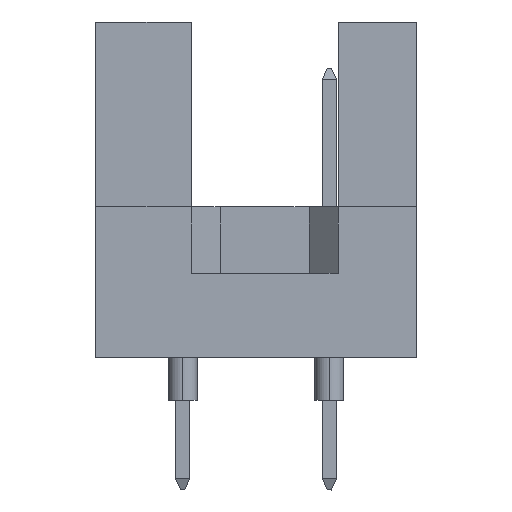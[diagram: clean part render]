
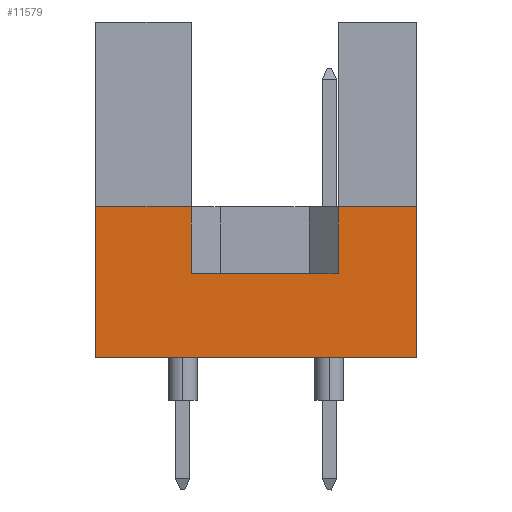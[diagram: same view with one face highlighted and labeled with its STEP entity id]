
A CAD part, left-side view. The second image highlights one B-rep face of the part: STEP entity #11579.
In plain terms, the highlighted planar face has unit normal (-1, 0, 0).
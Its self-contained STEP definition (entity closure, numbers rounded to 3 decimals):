
#169 = CARTESIAN_POINT ( 'NONE',  ( -47.5, 11.1, 5.2 ) ) ;
#248 = CARTESIAN_POINT ( 'NONE',  ( -47.5, 11.1, 0. ) ) ;
#317 = DIRECTION ( 'NONE',  ( 0., -1., 0. ) ) ;
#362 = CARTESIAN_POINT ( 'NONE',  ( -47.5, 11.1, 0. ) ) ;
#566 = ORIENTED_EDGE ( 'NONE', *, *, #14367, .T. ) ;
#875 = DIRECTION ( 'NONE',  ( 0., -1., 0. ) ) ;
#910 = ORIENTED_EDGE ( 'NONE', *, *, #17515, .T. ) ;
#1163 = EDGE_LOOP ( 'NONE', ( #4155, #910, #4469, #10166, #566, #12310, #5049, #12466 ) ) ;
#1334 = LINE ( 'NONE', #2663, #12034 ) ;
#1430 = LINE ( 'NONE', #12561, #7185 ) ;
#1533 = DIRECTION ( 'NONE',  ( 1., 0., 0. ) ) ;
#1574 = CARTESIAN_POINT ( 'NONE',  ( -47.5, 11.1, 5.2 ) ) ;
#1639 = EDGE_CURVE ( 'NONE', #3367, #9148, #1430, .T. ) ;
#2034 = EDGE_CURVE ( 'NONE', #6924, #13145, #3743, .T. ) ;
#2119 = CARTESIAN_POINT ( 'NONE',  ( -47.5, 11.1, 5.2 ) ) ;
#2335 = CARTESIAN_POINT ( 'NONE',  ( -47.5, 11.1, 0. ) ) ;
#2663 = CARTESIAN_POINT ( 'NONE',  ( -47.5, 7.79, 2.9 ) ) ;
#3367 = VERTEX_POINT ( 'NONE', #15566 ) ;
#3456 = LINE ( 'NONE', #2119, #10120 ) ;
#3648 = CARTESIAN_POINT ( 'NONE',  ( -47.5, 2.71, 5.2 ) ) ;
#3743 = LINE ( 'NONE', #248, #15731 ) ;
#4155 = ORIENTED_EDGE ( 'NONE', *, *, #15043, .F. ) ;
#4469 = ORIENTED_EDGE ( 'NONE', *, *, #9484, .F. ) ;
#5049 = ORIENTED_EDGE ( 'NONE', *, *, #6380, .F. ) ;
#5934 = CARTESIAN_POINT ( 'NONE',  ( -47.5, 7.79, 5.2 ) ) ;
#6380 = EDGE_CURVE ( 'NONE', #9148, #8647, #3456, .T. ) ;
#6653 = VECTOR ( 'NONE', #12128, 1000. ) ;
#6757 = AXIS2_PLACEMENT_3D ( 'NONE', #362, #1533, #12761 ) ;
#6851 = CARTESIAN_POINT ( 'NONE',  ( -47.5, 7.79, 2.9 ) ) ;
#6924 = VERTEX_POINT ( 'NONE', #2335 ) ;
#7185 = VECTOR ( 'NONE', #11140, 1000. ) ;
#7417 = VERTEX_POINT ( 'NONE', #5934 ) ;
#8346 = LINE ( 'NONE', #1574, #16747 ) ;
#8451 = VERTEX_POINT ( 'NONE', #12663 ) ;
#8647 = VERTEX_POINT ( 'NONE', #13295 ) ;
#9148 = VERTEX_POINT ( 'NONE', #3648 ) ;
#9484 = EDGE_CURVE ( 'NONE', #13145, #7417, #8346, .T. ) ;
#9505 = DIRECTION ( 'NONE',  ( 0., 0., 1. ) ) ;
#10120 = VECTOR ( 'NONE', #875, 1000. ) ;
#10166 = ORIENTED_EDGE ( 'NONE', *, *, #2034, .F. ) ;
#10953 = DIRECTION ( 'NONE',  ( 0., 0., 1. ) ) ;
#10961 = DIRECTION ( 'NONE',  ( 0., 0., 1. ) ) ;
#11140 = DIRECTION ( 'NONE',  ( 0., 0., 1. ) ) ;
#11540 = VERTEX_POINT ( 'NONE', #15270 ) ;
#11579 = ADVANCED_FACE ( 'NONE', ( #15176 ), #16795, .F. ) ;
#12034 = VECTOR ( 'NONE', #10961, 1000. ) ;
#12128 = DIRECTION ( 'NONE',  ( 0., -1., 0. ) ) ;
#12310 = ORIENTED_EDGE ( 'NONE', *, *, #14074, .T. ) ;
#12347 = LINE ( 'NONE', #17539, #13940 ) ;
#12466 = ORIENTED_EDGE ( 'NONE', *, *, #1639, .F. ) ;
#12561 = CARTESIAN_POINT ( 'NONE',  ( -47.5, 2.71, 2.9 ) ) ;
#12663 = CARTESIAN_POINT ( 'NONE',  ( -47.5, 7.79, 2.9 ) ) ;
#12761 = DIRECTION ( 'NONE',  ( 0., 0., -1. ) ) ;
#13140 = DIRECTION ( 'NONE',  ( 0., -1., 0. ) ) ;
#13145 = VERTEX_POINT ( 'NONE', #169 ) ;
#13295 = CARTESIAN_POINT ( 'NONE',  ( -47.5, 0., 5.2 ) ) ;
#13467 = LINE ( 'NONE', #6851, #6653 ) ;
#13940 = VECTOR ( 'NONE', #9505, 1000. ) ;
#14074 = EDGE_CURVE ( 'NONE', #11540, #8647, #12347, .T. ) ;
#14367 = EDGE_CURVE ( 'NONE', #6924, #11540, #17352, .T. ) ;
#15043 = EDGE_CURVE ( 'NONE', #8451, #3367, #13467, .T. ) ;
#15176 = FACE_OUTER_BOUND ( 'NONE', #1163, .T. ) ;
#15270 = CARTESIAN_POINT ( 'NONE',  ( -47.5, 0., 0. ) ) ;
#15566 = CARTESIAN_POINT ( 'NONE',  ( -47.5, 2.71, 2.9 ) ) ;
#15650 = CARTESIAN_POINT ( 'NONE',  ( -47.5, 11.1, 0. ) ) ;
#15731 = VECTOR ( 'NONE', #10953, 1000. ) ;
#16235 = VECTOR ( 'NONE', #13140, 1000. ) ;
#16747 = VECTOR ( 'NONE', #317, 1000. ) ;
#16795 = PLANE ( 'NONE',  #6757 ) ;
#17352 = LINE ( 'NONE', #15650, #16235 ) ;
#17515 = EDGE_CURVE ( 'NONE', #8451, #7417, #1334, .T. ) ;
#17539 = CARTESIAN_POINT ( 'NONE',  ( -47.5, 0., 0. ) ) ;
